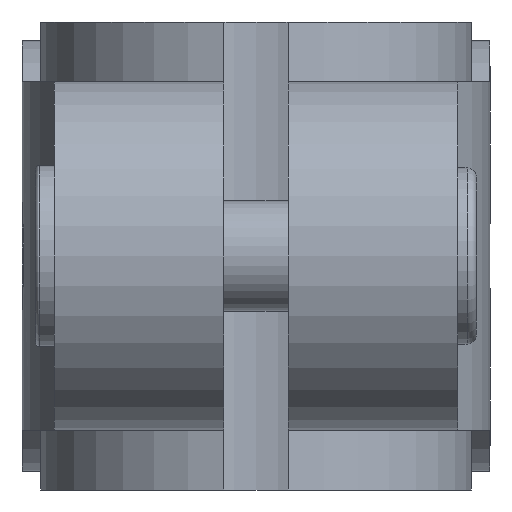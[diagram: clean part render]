
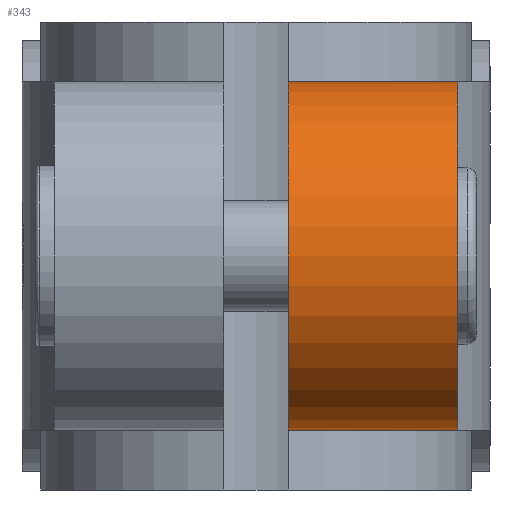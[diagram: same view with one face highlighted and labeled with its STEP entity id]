
A CAD part, left-side view. The second image highlights one B-rep face of the part: STEP entity #343.
In plain terms, the highlighted cylindrical face has radius 9.5 mm (diameter 19 mm), a partial arc.
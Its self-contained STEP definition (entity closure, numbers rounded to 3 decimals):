
#343 = ADVANCED_FACE( '', ( #781 ), #782, .T. );
#781 = FACE_OUTER_BOUND( '', #1319, .T. );
#782 = CYLINDRICAL_SURFACE( '', #1320, 9.5 );
#1319 = EDGE_LOOP( '', ( #2266, #2267, #2268, #2269 ) );
#1320 = AXIS2_PLACEMENT_3D( '', #2270, #2271, #2272 );
#2266 = ORIENTED_EDGE( '', *, *, #3213, .F. );
#2267 = ORIENTED_EDGE( '', *, *, #3078, .T. );
#2268 = ORIENTED_EDGE( '', *, *, #3220, .T. );
#2269 = ORIENTED_EDGE( '', *, *, #2980, .F. );
#2270 = CARTESIAN_POINT( '', ( -13., 11., 12.75 ) );
#2271 = DIRECTION( '', ( 0., 1., 0. ) );
#2272 = DIRECTION( '', ( 0., 0., -1. ) );
#2980 = EDGE_CURVE( '', #3528, #3530, #3531, .T. );
#3078 = EDGE_CURVE( '', #3694, #3698, #3700, .T. );
#3213 = EDGE_CURVE( '', #3694, #3528, #3910, .T. );
#3220 = EDGE_CURVE( '', #3698, #3530, #3918, .T. );
#3528 = VERTEX_POINT( '', #4326 );
#3530 = VERTEX_POINT( '', #4329 );
#3531 = LINE( '', #4330, #4331 );
#3694 = VERTEX_POINT( '', #4570 );
#3698 = VERTEX_POINT( '', #4575 );
#3700 = LINE( '', #4578, #4579 );
#3910 = CIRCLE( '', #4893, 9.5 );
#3918 = CIRCLE( '', #4905, 9.5 );
#4326 = CARTESIAN_POINT( '', ( -13., -1.75, 22.25 ) );
#4329 = CARTESIAN_POINT( '', ( -13., -11., 22.25 ) );
#4330 = CARTESIAN_POINT( '', ( -13., 11., 22.25 ) );
#4331 = VECTOR( '', #5330, 1000. );
#4570 = CARTESIAN_POINT( '', ( -13., -1.75, 3.25 ) );
#4575 = CARTESIAN_POINT( '', ( -13., -11., 3.25 ) );
#4578 = CARTESIAN_POINT( '', ( -13., 11., 3.25 ) );
#4579 = VECTOR( '', #5439, 1000. );
#4893 = AXIS2_PLACEMENT_3D( '', #5601, #5602, #5603 );
#4905 = AXIS2_PLACEMENT_3D( '', #5608, #5609, #5610 );
#5330 = DIRECTION( '', ( 0., -1., 0. ) );
#5439 = DIRECTION( '', ( 0., -1., 0. ) );
#5601 = CARTESIAN_POINT( '', ( -13., -1.75, 12.75 ) );
#5602 = DIRECTION( '', ( 0., 1., 0. ) );
#5603 = DIRECTION( '', ( 0., 0., 1. ) );
#5608 = CARTESIAN_POINT( '', ( -13., -11., 12.75 ) );
#5609 = DIRECTION( '', ( 0., 1., 0. ) );
#5610 = DIRECTION( '', ( 1., 0., 0. ) );
